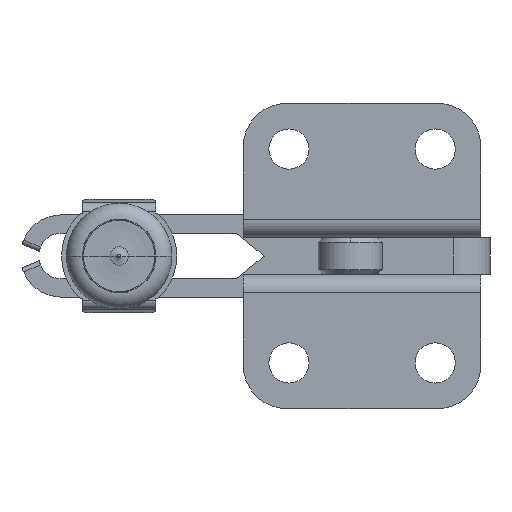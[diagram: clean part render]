
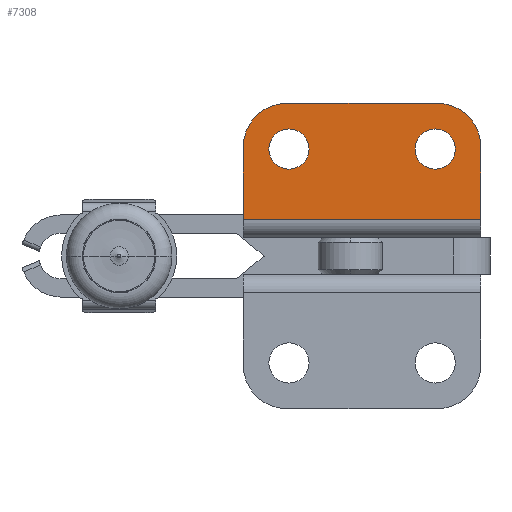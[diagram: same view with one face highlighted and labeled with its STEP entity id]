
A CAD part, front view. The second image highlights one B-rep face of the part: STEP entity #7308.
In plain terms, the highlighted planar face has unit normal (0, -1, 0).
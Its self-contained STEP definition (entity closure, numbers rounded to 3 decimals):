
#176 = CARTESIAN_POINT ( 'NONE',  ( 8.25, 0., 9.95 ) ) ;
#1027 = ORIENTED_EDGE ( 'NONE', *, *, #29384, .T. ) ;
#1134 = CARTESIAN_POINT ( 'NONE',  ( 13., 0., 14.7 ) ) ;
#1189 = LINE ( 'NONE', #1329, #24617 ) ;
#1329 = CARTESIAN_POINT ( 'NONE',  ( 13., 0., 14.7 ) ) ;
#2236 = VECTOR ( 'NONE', #8251, 1000. ) ;
#2334 = ORIENTED_EDGE ( 'NONE', *, *, #5249, .T. ) ;
#2945 = DIRECTION ( 'NONE',  ( 0., 0., 1. ) ) ;
#3112 = VERTEX_POINT ( 'NONE', #23455 ) ;
#3235 = DIRECTION ( 'NONE',  ( 0., 0., 1. ) ) ;
#3448 = VERTEX_POINT ( 'NONE', #35772 ) ;
#5249 = EDGE_CURVE ( 'NONE', #6366, #3112, #22083, .T. ) ;
#5750 = ORIENTED_EDGE ( 'NONE', *, *, #23679, .T. ) ;
#6227 = CARTESIAN_POINT ( 'NONE',  ( -8., 0., 9.7 ) ) ;
#6366 = VERTEX_POINT ( 'NONE', #28555 ) ;
#6888 = CARTESIAN_POINT ( 'NONE',  ( -8., 0., 11.9 ) ) ;
#7268 = ORIENTED_EDGE ( 'NONE', *, *, #32408, .T. ) ;
#7308 = ADVANCED_FACE ( 'NONE', ( #38765, #16219, #30576 ), #26369, .F. ) ;
#7898 = VECTOR ( 'NONE', #36811, 1000. ) ;
#8168 = DIRECTION ( 'NONE',  ( 0., 0., 1. ) ) ;
#8251 = DIRECTION ( 'NONE',  ( -1., 0., 0. ) ) ;
#9076 = ORIENTED_EDGE ( 'NONE', *, *, #23188, .T. ) ;
#9275 = DIRECTION ( 'NONE',  ( 0., 0., 1. ) ) ;
#9316 = CARTESIAN_POINT ( 'NONE',  ( -13., 0., 2.01 ) ) ;
#10011 = VERTEX_POINT ( 'NONE', #13845 ) ;
#10381 = EDGE_LOOP ( 'NONE', ( #23075, #5750 ) ) ;
#10783 = CARTESIAN_POINT ( 'NONE',  ( 8.25, 0., 14.7 ) ) ;
#11450 = VERTEX_POINT ( 'NONE', #6888 ) ;
#11714 = EDGE_LOOP ( 'NONE', ( #7268, #2334, #1027, #33329, #18848, #22356 ) ) ;
#12454 = VERTEX_POINT ( 'NONE', #9316 ) ;
#13488 = DIRECTION ( 'NONE',  ( 0., 1., 0. ) ) ;
#13641 = CARTESIAN_POINT ( 'NONE',  ( -8.25, 0., 9.95 ) ) ;
#13735 = AXIS2_PLACEMENT_3D ( 'NONE', #20364, #26499, #8168 ) ;
#13845 = CARTESIAN_POINT ( 'NONE',  ( 8., 0., 7.5 ) ) ;
#14374 = CIRCLE ( 'NONE', #27465, 2.2 ) ;
#14664 = EDGE_CURVE ( 'NONE', #19966, #37809, #35472, .T. ) ;
#16219 = FACE_BOUND ( 'NONE', #10381, .T. ) ;
#16511 = CARTESIAN_POINT ( 'NONE',  ( 13., 0., 9.95 ) ) ;
#16737 = DIRECTION ( 'NONE',  ( 0., 0., 1. ) ) ;
#16938 = CARTESIAN_POINT ( 'NONE',  ( 8., 0., 9.7 ) ) ;
#18139 = EDGE_LOOP ( 'NONE', ( #31884, #9076 ) ) ;
#18435 = CARTESIAN_POINT ( 'NONE',  ( -13., 0., 14.7 ) ) ;
#18848 = ORIENTED_EDGE ( 'NONE', *, *, #19666, .F. ) ;
#19666 = EDGE_CURVE ( 'NONE', #19966, #3448, #1189, .T. ) ;
#19966 = VERTEX_POINT ( 'NONE', #16511 ) ;
#20027 = DIRECTION ( 'NONE',  ( 0., 0., 1. ) ) ;
#20364 = CARTESIAN_POINT ( 'NONE',  ( 13., 0., 14.7 ) ) ;
#21276 = DIRECTION ( 'NONE',  ( 0., 1., 0. ) ) ;
#21433 = CIRCLE ( 'NONE', #28066, 2.2 ) ;
#21568 = DIRECTION ( 'NONE',  ( 0., -1., 0. ) ) ;
#22071 = CIRCLE ( 'NONE', #36476, 2.2 ) ;
#22083 = CIRCLE ( 'NONE', #27259, 4.75 ) ;
#22356 = ORIENTED_EDGE ( 'NONE', *, *, #14664, .T. ) ;
#23075 = ORIENTED_EDGE ( 'NONE', *, *, #31609, .T. ) ;
#23188 = EDGE_CURVE ( 'NONE', #10011, #26406, #22071, .T. ) ;
#23439 = DIRECTION ( 'NONE',  ( -1., 0., 0. ) ) ;
#23455 = CARTESIAN_POINT ( 'NONE',  ( -13., 0., 9.95 ) ) ;
#23567 = CIRCLE ( 'NONE', #32693, 2.2 ) ;
#23679 = EDGE_CURVE ( 'NONE', #36405, #11450, #14374, .T. ) ;
#24585 = CARTESIAN_POINT ( 'NONE',  ( 8., 0., 11.9 ) ) ;
#24617 = VECTOR ( 'NONE', #26047, 1000. ) ;
#25675 = LINE ( 'NONE', #32761, #2236 ) ;
#26047 = DIRECTION ( 'NONE',  ( 0., 0., -1. ) ) ;
#26296 = EDGE_CURVE ( 'NONE', #26406, #10011, #21433, .T. ) ;
#26369 = PLANE ( 'NONE',  #13735 ) ;
#26406 = VERTEX_POINT ( 'NONE', #24585 ) ;
#26499 = DIRECTION ( 'NONE',  ( 0., 1., 0. ) ) ;
#27259 = AXIS2_PLACEMENT_3D ( 'NONE', #13641, #35085, #16737 ) ;
#27465 = AXIS2_PLACEMENT_3D ( 'NONE', #6227, #27611, #9275 ) ;
#27611 = DIRECTION ( 'NONE',  ( 0., 1., 0. ) ) ;
#28066 = AXIS2_PLACEMENT_3D ( 'NONE', #31825, #13488, #34916 ) ;
#28308 = VECTOR ( 'NONE', #23439, 1000. ) ;
#28555 = CARTESIAN_POINT ( 'NONE',  ( -8.25, 0., 14.7 ) ) ;
#28740 = EDGE_CURVE ( 'NONE', #3448, #12454, #25675, .T. ) ;
#29384 = EDGE_CURVE ( 'NONE', #3112, #12454, #33321, .T. ) ;
#30576 = FACE_OUTER_BOUND ( 'NONE', #11714, .T. ) ;
#31609 = EDGE_CURVE ( 'NONE', #11450, #36405, #23567, .T. ) ;
#31825 = CARTESIAN_POINT ( 'NONE',  ( 8., 0., 9.7 ) ) ;
#31884 = ORIENTED_EDGE ( 'NONE', *, *, #26296, .T. ) ;
#32408 = EDGE_CURVE ( 'NONE', #37809, #6366, #35497, .T. ) ;
#32693 = AXIS2_PLACEMENT_3D ( 'NONE', #39623, #21276, #2945 ) ;
#32761 = CARTESIAN_POINT ( 'NONE',  ( 13., 0., 2.01 ) ) ;
#33321 = LINE ( 'NONE', #18435, #7898 ) ;
#33329 = ORIENTED_EDGE ( 'NONE', *, *, #28740, .F. ) ;
#33472 = AXIS2_PLACEMENT_3D ( 'NONE', #176, #21568, #3235 ) ;
#34916 = DIRECTION ( 'NONE',  ( 0., 0., 1. ) ) ;
#35085 = DIRECTION ( 'NONE',  ( 0., -1., 0. ) ) ;
#35472 = CIRCLE ( 'NONE', #33472, 4.75 ) ;
#35497 = LINE ( 'NONE', #1134, #28308 ) ;
#35772 = CARTESIAN_POINT ( 'NONE',  ( 13., 0., 2.01 ) ) ;
#36405 = VERTEX_POINT ( 'NONE', #39067 ) ;
#36476 = AXIS2_PLACEMENT_3D ( 'NONE', #16938, #38402, #20027 ) ;
#36811 = DIRECTION ( 'NONE',  ( 0., 0., -1. ) ) ;
#37809 = VERTEX_POINT ( 'NONE', #10783 ) ;
#38402 = DIRECTION ( 'NONE',  ( 0., 1., 0. ) ) ;
#38765 = FACE_BOUND ( 'NONE', #18139, .T. ) ;
#39067 = CARTESIAN_POINT ( 'NONE',  ( -8., 0., 7.5 ) ) ;
#39623 = CARTESIAN_POINT ( 'NONE',  ( -8., 0., 9.7 ) ) ;
